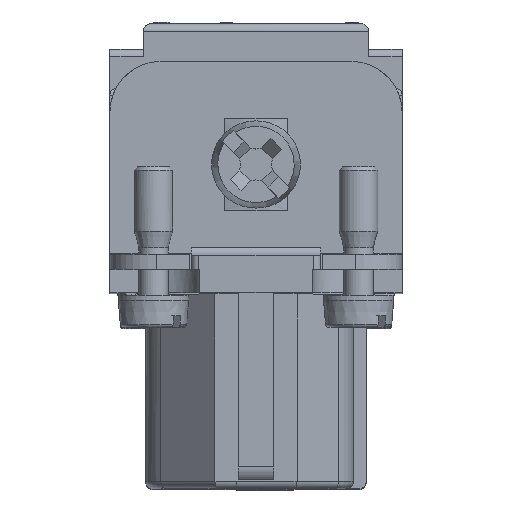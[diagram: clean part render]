
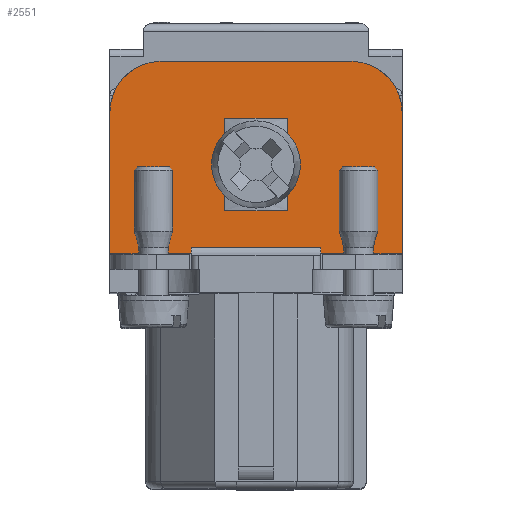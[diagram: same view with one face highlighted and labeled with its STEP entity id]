
A CAD part, top view. The second image highlights one B-rep face of the part: STEP entity #2551.
In plain terms, the highlighted planar face has unit normal (0, 0, 1).
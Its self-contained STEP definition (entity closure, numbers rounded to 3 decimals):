
#1588=CIRCLE('',#16543,4.);
#1589=CIRCLE('',#16545,4.);
#1685=CIRCLE('',#16770,3.463);
#1686=CIRCLE('',#16771,3.463);
#2551=ADVANCED_FACE('',(#3765,#3766),#3266,.T.);
#3266=PLANE('',#16772);
#3765=FACE_BOUND('',#4800,.T.);
#3766=FACE_BOUND('',#4801,.T.);
#4800=EDGE_LOOP('',(#8262,#8263,#8264,#8265,#8266,#8267,#8268,#8269));
#4801=EDGE_LOOP('',(#8270,#8271,#8272,#8273,#8274,#8275,#8276,#8277,#8278,
#8279));
#8262=ORIENTED_EDGE('',*,*,#12423,.F.);
#8263=ORIENTED_EDGE('',*,*,#12424,.F.);
#8264=ORIENTED_EDGE('',*,*,#12425,.F.);
#8265=ORIENTED_EDGE('',*,*,#12426,.F.);
#8266=ORIENTED_EDGE('',*,*,#12427,.F.);
#8267=ORIENTED_EDGE('',*,*,#12428,.F.);
#8268=ORIENTED_EDGE('',*,*,#12429,.F.);
#8269=ORIENTED_EDGE('',*,*,#12430,.F.);
#8270=ORIENTED_EDGE('',*,*,#12202,.F.);
#8271=ORIENTED_EDGE('',*,*,#12203,.F.);
#8272=ORIENTED_EDGE('',*,*,#12199,.F.);
#8273=ORIENTED_EDGE('',*,*,#10933,.F.);
#8274=ORIENTED_EDGE('',*,*,#10820,.F.);
#8275=ORIENTED_EDGE('',*,*,#12128,.F.);
#8276=ORIENTED_EDGE('',*,*,#12132,.F.);
#8277=ORIENTED_EDGE('',*,*,#12138,.F.);
#8278=ORIENTED_EDGE('',*,*,#12208,.T.);
#8279=ORIENTED_EDGE('',*,*,#10899,.F.);
#9358=VERTEX_POINT('',#21765);
#9359=VERTEX_POINT('',#21766);
#9435=VERTEX_POINT('',#21928);
#9436=VERTEX_POINT('',#21930);
#9464=VERTEX_POINT('',#21993);
#10301=VERTEX_POINT('',#24537);
#10304=VERTEX_POINT('',#24544);
#10306=VERTEX_POINT('',#24555);
#10329=VERTEX_POINT('',#24769);
#10330=VERTEX_POINT('',#24773);
#10480=VERTEX_POINT('',#25300);
#10481=VERTEX_POINT('',#25301);
#10482=VERTEX_POINT('',#25303);
#10483=VERTEX_POINT('',#25305);
#10484=VERTEX_POINT('',#25307);
#10485=VERTEX_POINT('',#25309);
#10486=VERTEX_POINT('',#25311);
#10487=VERTEX_POINT('',#25313);
#10820=EDGE_CURVE('',#9358,#9359,#12925,.T.);
#10899=EDGE_CURVE('',#9435,#9436,#12988,.T.);
#10933=EDGE_CURVE('',#9359,#9464,#13018,.T.);
#12128=EDGE_CURVE('',#10301,#9358,#13910,.T.);
#12132=EDGE_CURVE('',#10304,#10301,#13912,.T.);
#12138=EDGE_CURVE('',#10306,#10304,#13917,.T.);
#12199=EDGE_CURVE('',#9464,#10329,#1588,.T.);
#12202=EDGE_CURVE('',#10330,#9435,#1589,.T.);
#12203=EDGE_CURVE('',#10329,#10330,#13957,.T.);
#12208=EDGE_CURVE('',#10306,#9436,#13962,.T.);
#12423=EDGE_CURVE('',#10480,#10481,#1685,.T.);
#12424=EDGE_CURVE('',#10482,#10480,#14074,.T.);
#12425=EDGE_CURVE('',#10483,#10482,#14075,.T.);
#12426=EDGE_CURVE('',#10484,#10483,#14076,.T.);
#12427=EDGE_CURVE('',#10485,#10484,#1686,.T.);
#12428=EDGE_CURVE('',#10486,#10485,#14077,.T.);
#12429=EDGE_CURVE('',#10487,#10486,#14078,.T.);
#12430=EDGE_CURVE('',#10481,#10487,#14079,.T.);
#12925=LINE('',#21764,#14292);
#12988=LINE('',#21929,#14355);
#13018=LINE('',#21992,#14385);
#13910=LINE('',#24536,#15283);
#13912=LINE('',#24545,#15285);
#13917=LINE('',#24556,#15290);
#13957=LINE('',#24776,#15330);
#13962=LINE('',#24786,#15335);
#14074=LINE('',#25302,#15447);
#14075=LINE('',#25304,#15448);
#14076=LINE('',#25306,#15449);
#14077=LINE('',#25310,#15450);
#14078=LINE('',#25312,#15451);
#14079=LINE('',#25314,#15452);
#14292=VECTOR('',#17242,1.);
#14355=VECTOR('',#17353,1.);
#14385=VECTOR('',#17393,1.);
#15283=VECTOR('',#19785,1.);
#15285=VECTOR('',#19793,1.);
#15290=VECTOR('',#19806,1.);
#15330=VECTOR('',#20042,1.);
#15335=VECTOR('',#20049,1.);
#15447=VECTOR('',#20607,1.);
#15448=VECTOR('',#20608,1.);
#15449=VECTOR('',#20609,1.);
#15450=VECTOR('',#20612,1.);
#15451=VECTOR('',#20613,1.);
#15452=VECTOR('',#20614,1.);
#16543=AXIS2_PLACEMENT_3D('',#24768,#20032,#20033);
#16545=AXIS2_PLACEMENT_3D('',#24774,#20038,#20039);
#16770=AXIS2_PLACEMENT_3D('',#25299,#20605,#20606);
#16771=AXIS2_PLACEMENT_3D('',#25308,#20610,#20611);
#16772=AXIS2_PLACEMENT_3D('',#25315,#20615,#20616);
#17242=DIRECTION('',(-1.,0.,0.));
#17353=DIRECTION('',(0.,-1.,0.));
#17393=DIRECTION('',(0.,1.,0.));
#19785=DIRECTION('',(0.,-1.,0.));
#19793=DIRECTION('',(-1.,0.,0.));
#19806=DIRECTION('',(0.,1.,0.));
#20032=DIRECTION('',(0.,0.,-1.));
#20033=DIRECTION('',(1.,0.,0.));
#20038=DIRECTION('',(0.,0.,-1.));
#20039=DIRECTION('',(1.,0.,0.));
#20042=DIRECTION('',(1.,0.,0.));
#20049=DIRECTION('',(1.,0.,0.));
#20605=DIRECTION('',(0.,0.,1.));
#20606=DIRECTION('',(1.,0.,0.));
#20607=DIRECTION('',(0.,-1.,0.));
#20608=DIRECTION('',(-1.,0.,0.));
#20609=DIRECTION('',(0.,1.,0.));
#20610=DIRECTION('',(0.,0.,1.));
#20611=DIRECTION('',(1.,0.,0.));
#20612=DIRECTION('',(0.,1.,0.));
#20613=DIRECTION('',(1.,0.,0.));
#20614=DIRECTION('',(0.,-1.,0.));
#20615=DIRECTION('',(0.,0.,1.));
#20616=DIRECTION('',(-1.,0.,0.));
#21764=CARTESIAN_POINT('',(-5.15,2.25,29.4));
#21765=CARTESIAN_POINT('',(-5.05,2.25,29.4));
#21766=CARTESIAN_POINT('',(-11.4,2.25,29.4));
#21928=CARTESIAN_POINT('',(11.4,13.25,29.4));
#21929=CARTESIAN_POINT('',(11.4,-0.9,29.4));
#21930=CARTESIAN_POINT('',(11.4,2.25,29.4));
#21992=CARTESIAN_POINT('',(-11.4,20.3,29.4));
#21993=CARTESIAN_POINT('',(-11.4,13.25,29.4));
#24536=CARTESIAN_POINT('',(-5.05,0.9,29.4));
#24537=CARTESIAN_POINT('',(-5.05,2.7,29.4));
#24544=CARTESIAN_POINT('',(5.05,2.7,29.4));
#24545=CARTESIAN_POINT('',(-5.05,2.7,29.4));
#24555=CARTESIAN_POINT('',(5.05,2.25,29.4));
#24556=CARTESIAN_POINT('',(5.05,15.2,29.4));
#24768=CARTESIAN_POINT('',(-7.4,13.25,29.4));
#24769=CARTESIAN_POINT('',(-7.4,17.25,29.4));
#24773=CARTESIAN_POINT('',(7.4,17.25,29.4));
#24774=CARTESIAN_POINT('',(7.4,13.25,29.4));
#24776=CARTESIAN_POINT('',(7.5,17.25,29.4));
#24786=CARTESIAN_POINT('',(-2.193,2.25,29.4));
#25299=CARTESIAN_POINT('',(0.,9.2,29.4));
#25300=CARTESIAN_POINT('',(-2.477,11.62,29.4));
#25301=CARTESIAN_POINT('',(-2.477,6.78,29.4));
#25302=CARTESIAN_POINT('',(-2.477,5.6,29.4));
#25303=CARTESIAN_POINT('',(-2.477,12.8,29.4));
#25304=CARTESIAN_POINT('',(-2.193,12.8,29.4));
#25305=CARTESIAN_POINT('',(2.477,12.8,29.4));
#25306=CARTESIAN_POINT('',(2.477,5.6,29.4));
#25307=CARTESIAN_POINT('',(2.477,11.62,29.4));
#25308=CARTESIAN_POINT('',(0.,9.2,29.4));
#25309=CARTESIAN_POINT('',(2.477,6.78,29.4));
#25310=CARTESIAN_POINT('',(2.477,5.6,29.4));
#25311=CARTESIAN_POINT('',(2.477,5.6,29.4));
#25312=CARTESIAN_POINT('',(-2.193,5.6,29.4));
#25313=CARTESIAN_POINT('',(-2.477,5.6,29.4));
#25314=CARTESIAN_POINT('',(-2.477,5.6,29.4));
#25315=CARTESIAN_POINT('',(-2.193,18.,29.4));
